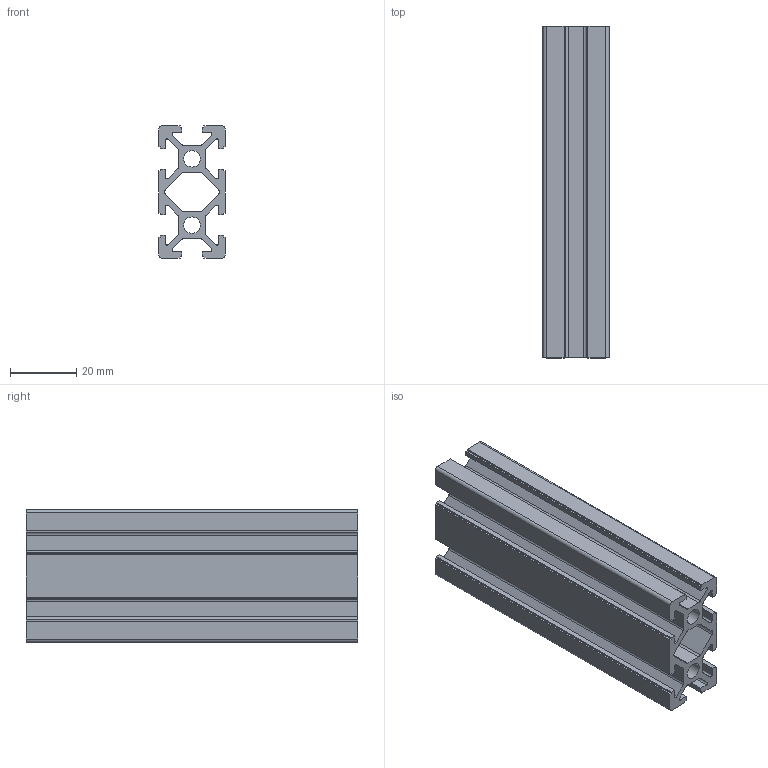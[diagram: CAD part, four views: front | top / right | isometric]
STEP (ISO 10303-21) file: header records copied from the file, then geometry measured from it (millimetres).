
FILE_DESCRIPTION(/* description */ (''),/* implementation_level */ '2;1');
FILE_NAME(/* name */ 'AST02004006.step',/* time_stamp */ '2024-04-29T14:04:13+01:00',/* author */ ('project'),/* organization */ (''),/* preprocessor_version */ 'ST-DEVELOPER v19',/* originating_system */ 'Autodesk Inventor 2023',/* authorisation */ '');
FILE_SCHEMA (('AUTOMOTIVE_DESIGN { 1 0 10303 214 3 1 1 }'));
Length unit declared in the file: metre
Products named in the file (1): AST02004006
Bounding box: 20 x 100 x 40 mm (x, y, z)
Volume: 32259.5 mm3; surface area: 31555.6 mm2
Topology: 1 solids, 1 shells, 120 faces, 354 edges, 236 vertices
Faces by surface type: plane 84, cylinder 36
Full cylindrical faces by diameter (mm): 5 x2
Entity records: 4054 total; most frequent: CARTESIAN_POINT 711, ORIENTED_EDGE 708, DIRECTION 668, EDGE_CURVE 354, LINE 282, VECTOR 282, VERTEX_POINT 236, AXIS2_PLACEMENT_3D 193
